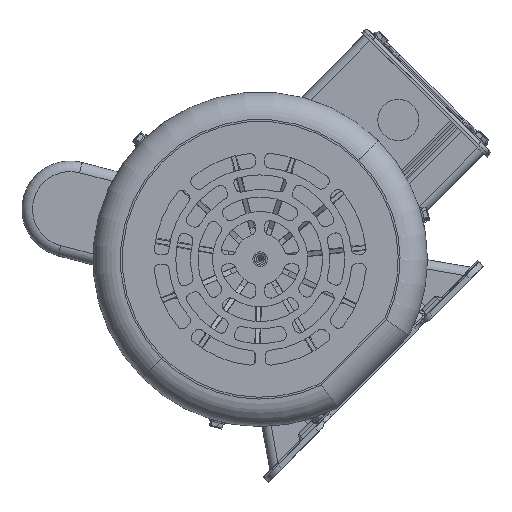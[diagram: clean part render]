
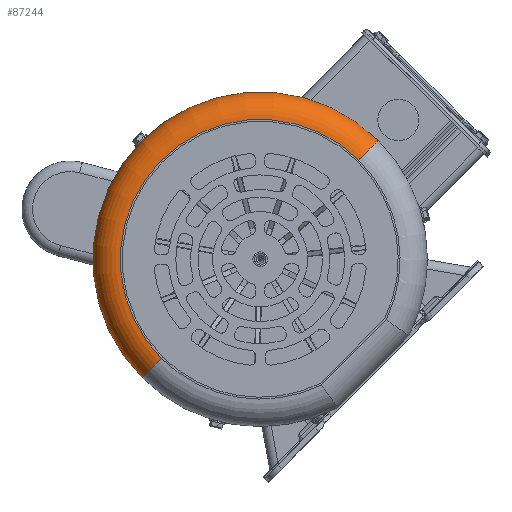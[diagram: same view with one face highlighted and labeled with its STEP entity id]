
A CAD part, left-side view. The second image highlights one B-rep face of the part: STEP entity #87244.
In plain terms, the highlighted toroidal (fillet/blend) face has major radius 76.25 mm and minor radius 15 mm.
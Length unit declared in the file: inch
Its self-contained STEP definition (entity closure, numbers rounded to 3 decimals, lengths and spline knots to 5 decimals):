
#4144 = ORIENTED_EDGE ( 'NONE', *, *, #45769, .F. ) ;
#5344 = CIRCLE ( 'NONE', #72047, 3.59252 ) ;
#6315 = CARTESIAN_POINT ( 'NONE',  ( -3.00197, 0., 0. ) ) ;
#12504 = AXIS2_PLACEMENT_3D ( 'NONE', #21022, #70171, #28075 ) ;
#12775 = ORIENTED_EDGE ( 'NONE', *, *, #28691, .F. ) ;
#13436 = DIRECTION ( 'NONE',  ( -1., 0., 0. ) ) ;
#15296 = ORIENTED_EDGE ( 'NONE', *, *, #57178, .F. ) ;
#16221 = AXIS2_PLACEMENT_3D ( 'NONE', #6315, #55438, #13436 ) ;
#17578 = DIRECTION ( 'NONE',  ( 1., 0., 0. ) ) ;
#21022 = CARTESIAN_POINT ( 'NONE',  ( 0., 0., 0.59055 ) ) ;
#24548 = VERTEX_POINT ( 'NONE', #47510 ) ;
#24686 = CARTESIAN_POINT ( 'NONE',  ( -3.00197, 0., 0.59055 ) ) ;
#28075 = DIRECTION ( 'NONE',  ( 1., 0., 0. ) ) ;
#28691 = EDGE_CURVE ( 'NONE', #88853, #24548, #5344, .T. ) ;
#32214 = CIRCLE ( 'NONE', #12504, 3.00197 ) ;
#32634 = ORIENTED_EDGE ( 'NONE', *, *, #77174, .T. ) ;
#33365 = TOROIDAL_SURFACE ( 'NONE', #54704, 3.00197, 0.59055 ) ;
#33728 = CARTESIAN_POINT ( 'NONE',  ( -3.59252, 0., 0. ) ) ;
#39276 = DIRECTION ( 'NONE',  ( 0., -1., 0. ) ) ;
#40266 = DIRECTION ( 'NONE',  ( 0., 0., -1. ) ) ;
#44247 = VERTEX_POINT ( 'NONE', #24686 ) ;
#45535 = DIRECTION ( 'NONE',  ( 0., 0., 1. ) ) ;
#45769 = EDGE_CURVE ( 'NONE', #24548, #68084, #85892, .T. ) ;
#47510 = CARTESIAN_POINT ( 'NONE',  ( 3.59252, 0., 0. ) ) ;
#52011 = FACE_OUTER_BOUND ( 'NONE', #74790, .T. ) ;
#54704 = AXIS2_PLACEMENT_3D ( 'NONE', #73468, #45535, #17578 ) ;
#55438 = DIRECTION ( 'NONE',  ( 0., 1., 0. ) ) ;
#57178 = EDGE_CURVE ( 'NONE', #68084, #44247, #32214, .T. ) ;
#64789 = CARTESIAN_POINT ( 'NONE',  ( 3.00197, 0., 0.59055 ) ) ;
#66690 = CIRCLE ( 'NONE', #16221, 0.59055 ) ;
#68084 = VERTEX_POINT ( 'NONE', #64789 ) ;
#70171 = DIRECTION ( 'NONE',  ( 0., 0., 1. ) ) ;
#72047 = AXIS2_PLACEMENT_3D ( 'NONE', #82306, #40266, #89360 ) ;
#73468 = CARTESIAN_POINT ( 'NONE',  ( 0., 0., 0. ) ) ;
#74790 = EDGE_LOOP ( 'NONE', ( #12775, #32634, #15296, #4144 ) ) ;
#77174 = EDGE_CURVE ( 'NONE', #88853, #44247, #66690, .T. ) ;
#78656 = AXIS2_PLACEMENT_3D ( 'NONE', #81316, #39276, #88379 ) ;
#81316 = CARTESIAN_POINT ( 'NONE',  ( 3.00197, 0., 0. ) ) ;
#82306 = CARTESIAN_POINT ( 'NONE',  ( 0., 0., 0. ) ) ;
#85892 = CIRCLE ( 'NONE', #78656, 0.59055 ) ;
#87244 = ADVANCED_FACE ( 'NONE', ( #52011 ), #33365, .T. ) ;
#88379 = DIRECTION ( 'NONE',  ( 0., 0., -1. ) ) ;
#88853 = VERTEX_POINT ( 'NONE', #33728 ) ;
#89360 = DIRECTION ( 'NONE',  ( 1., 0., 0. ) ) ;
